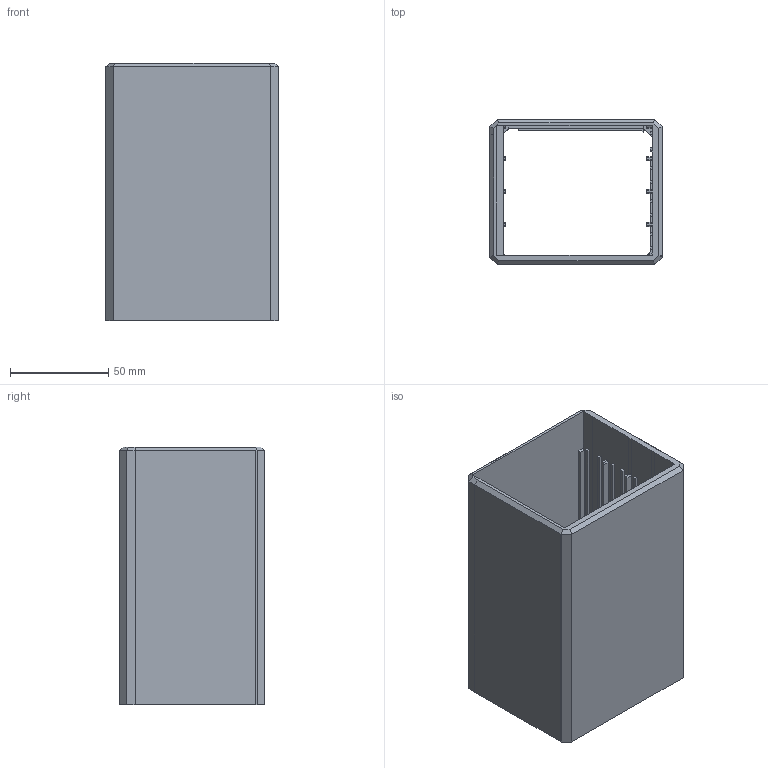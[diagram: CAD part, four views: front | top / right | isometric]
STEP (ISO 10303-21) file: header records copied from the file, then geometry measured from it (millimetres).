
FILE_DESCRIPTION (( 'STEP AP214' ), '1' );
FILE_NAME ('body.STEP', '2025-01-11T07:19:10', ( '' ), ( '' ), 'SwSTEP 2.0', 'SolidWorks 2023', '' );
FILE_SCHEMA (( 'AUTOMOTIVE_DESIGN' ));
Length unit declared in the file: millimetre
Products named in the file (1): body
Bounding box: 88 x 74.21 x 131.6 mm (x, y, z)
Volume: 178978.7 mm3; surface area: 92590.7 mm2
Topology: 16 solids, 16 shells, 236 faces, 566 edges, 371 vertices
Faces by surface type: plane 228, cylinder 8
Entity records: 6856 total; most frequent: CARTESIAN_POINT 1174, ORIENTED_EDGE 1132, DIRECTION 1056, EDGE_CURVE 566, VECTOR 550, LINE 550, VERTEX_POINT 371, AXIS2_PLACEMENT_3D 253
